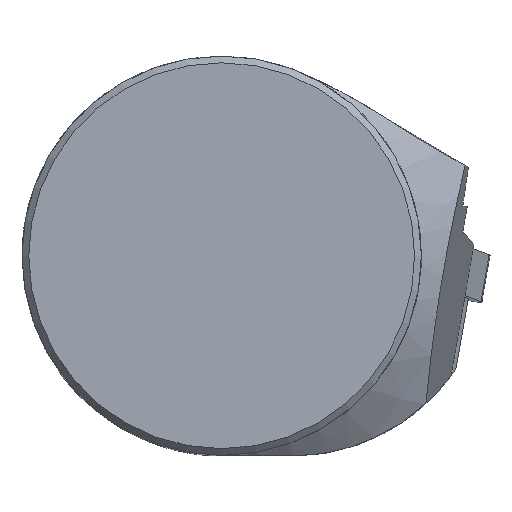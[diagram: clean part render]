
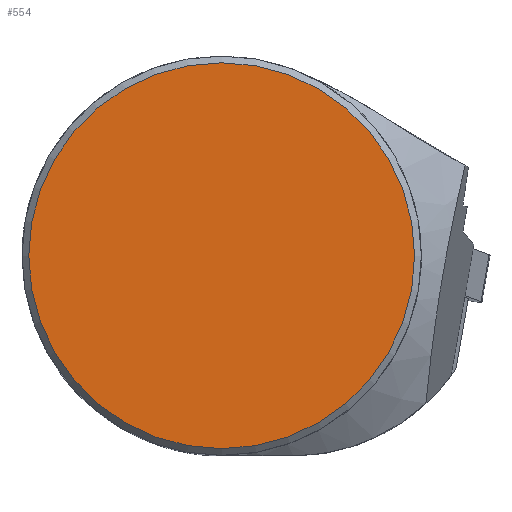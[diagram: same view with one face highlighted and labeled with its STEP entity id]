
A CAD part, top view. The second image highlights one B-rep face of the part: STEP entity #554.
In plain terms, the highlighted planar face has unit normal (0, 0, 1).
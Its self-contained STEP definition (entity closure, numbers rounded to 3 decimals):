
#193=PLANE('',#1614);
#254=FACE_OUTER_BOUND('',#663,.T.);
#554=ADVANCED_FACE('',(#254),#193,.T.);
#663=EDGE_LOOP('',(#1029));
#1029=ORIENTED_EDGE('',*,*,#1203,.T.);
#1070=VERTEX_POINT('',#2007);
#1203=EDGE_CURVE('',#1070,#1070,#1400,.T.);
#1400=CIRCLE('',#1509,19.325);
#1509=AXIS2_PLACEMENT_3D('',#2006,#1648,#1649);
#1614=AXIS2_PLACEMENT_3D('',#2869,#1937,#1938);
#1648=DIRECTION('',(0.,0.,1.));
#1649=DIRECTION('',(1.,0.,0.));
#1937=DIRECTION('',(0.,0.,1.));
#1938=DIRECTION('',(1.,0.,0.));
#2006=CARTESIAN_POINT('',(0.,0.,0.));
#2007=CARTESIAN_POINT('',(19.325,0.,0.));
#2869=CARTESIAN_POINT('',(0.,0.,0.));
